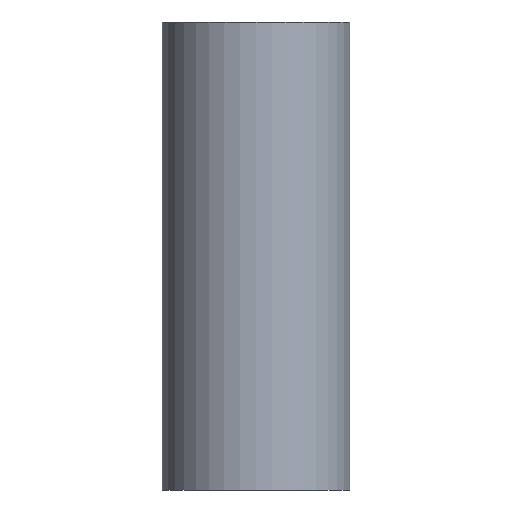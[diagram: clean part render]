
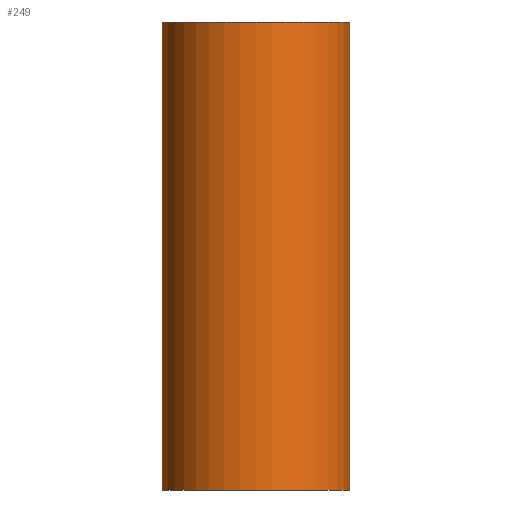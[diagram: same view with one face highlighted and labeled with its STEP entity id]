
A CAD part, front view. The second image highlights one B-rep face of the part: STEP entity #249.
In plain terms, the highlighted cylindrical face has radius 3.188 mm (diameter 6.375 mm), a partial arc.
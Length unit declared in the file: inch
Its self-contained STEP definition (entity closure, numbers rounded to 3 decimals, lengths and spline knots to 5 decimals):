
#8 = CIRCLE ( 'NONE', #46, 0.1255 ) ;
#13 = ORIENTED_EDGE ( 'NONE', *, *, #83, .F. ) ;
#19 = EDGE_LOOP ( 'NONE', ( #13, #217, #218, #53 ) ) ;
#21 = CYLINDRICAL_SURFACE ( 'NONE', #251, 0.1255 ) ;
#24 = LINE ( 'NONE', #222, #171 ) ;
#38 = DIRECTION ( 'NONE',  ( 0., 0., -1. ) ) ;
#45 = VERTEX_POINT ( 'NONE', #240 ) ;
#46 = AXIS2_PLACEMENT_3D ( 'NONE', #244, #127, #162 ) ;
#51 = CARTESIAN_POINT ( 'NONE',  ( 0., 0., 0.3125 ) ) ;
#53 = ORIENTED_EDGE ( 'NONE', *, *, #139, .T. ) ;
#54 = CARTESIAN_POINT ( 'NONE',  ( 0.1255, 0., 0.3125 ) ) ;
#58 = AXIS2_PLACEMENT_3D ( 'NONE', #51, #92, #191 ) ;
#70 = CARTESIAN_POINT ( 'NONE',  ( -0.1255, 0., 0.3125 ) ) ;
#83 = EDGE_CURVE ( 'NONE', #236, #45, #24, .T. ) ;
#84 = DIRECTION ( 'NONE',  ( 0., 0., -1. ) ) ;
#92 = DIRECTION ( 'NONE',  ( 0., 0., 1. ) ) ;
#96 = CIRCLE ( 'NONE', #58, 0.1255 ) ;
#103 = VERTEX_POINT ( 'NONE', #108 ) ;
#108 = CARTESIAN_POINT ( 'NONE',  ( -0.1255, 0., -0.3125 ) ) ;
#109 = CARTESIAN_POINT ( 'NONE',  ( 0., 0., 0.3125 ) ) ;
#127 = DIRECTION ( 'NONE',  ( 0., 0., 1. ) ) ;
#139 = EDGE_CURVE ( 'NONE', #103, #45, #8, .T. ) ;
#161 = LINE ( 'NONE', #70, #198 ) ;
#162 = DIRECTION ( 'NONE',  ( 1., 0., 0. ) ) ;
#163 = DIRECTION ( 'NONE',  ( 0., 0., -1. ) ) ;
#169 = DIRECTION ( 'NONE',  ( -1., 0., 0. ) ) ;
#170 = FACE_OUTER_BOUND ( 'NONE', #19, .T. ) ;
#171 = VECTOR ( 'NONE', #163, 39.37008 ) ;
#180 = EDGE_CURVE ( 'NONE', #239, #103, #161, .T. ) ;
#191 = DIRECTION ( 'NONE',  ( 1., 0., 0. ) ) ;
#192 = EDGE_CURVE ( 'NONE', #239, #236, #96, .T. ) ;
#198 = VECTOR ( 'NONE', #84, 39.37008 ) ;
#210 = CARTESIAN_POINT ( 'NONE',  ( -0.1255, 0., 0.3125 ) ) ;
#217 = ORIENTED_EDGE ( 'NONE', *, *, #192, .F. ) ;
#218 = ORIENTED_EDGE ( 'NONE', *, *, #180, .T. ) ;
#222 = CARTESIAN_POINT ( 'NONE',  ( 0.1255, 0., 0.3125 ) ) ;
#236 = VERTEX_POINT ( 'NONE', #54 ) ;
#239 = VERTEX_POINT ( 'NONE', #210 ) ;
#240 = CARTESIAN_POINT ( 'NONE',  ( 0.1255, 0., -0.3125 ) ) ;
#244 = CARTESIAN_POINT ( 'NONE',  ( 0., 0., -0.3125 ) ) ;
#249 = ADVANCED_FACE ( 'NONE', ( #170 ), #21, .T. ) ;
#251 = AXIS2_PLACEMENT_3D ( 'NONE', #109, #38, #169 ) ;
